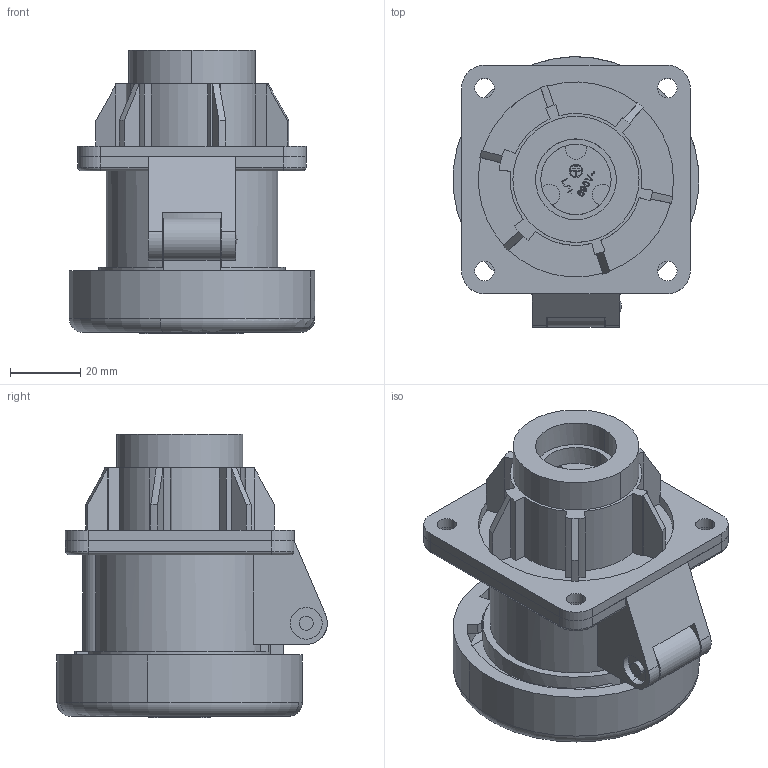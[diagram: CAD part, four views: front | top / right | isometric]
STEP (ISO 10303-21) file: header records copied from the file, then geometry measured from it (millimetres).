
FILE_DESCRIPTION(('Creo Elements/Direct Modeling STEP Export'),'2;1');
FILE_NAME('0lndqdl5928827e5560','2021-02-04T16:32:17',(''),(''),'Creo Elements/Direct Modeling STEP processor for AP214 (Solid Model)','Creo Elements/Direct Modeling 20.1B 02-Apr-2019 (C) Parametric Technology GmbH','');
FILE_SCHEMA(('AUTOMOTIVE_DESIGN { 1 0 10303 214 1 1 1 1 }'));
Length unit declared in the file: millimetre
Products named in the file (2): PEW_1663_PQ
Assembly tree (1 placements, depth 2):
  PEW_1663_PQ
    PEW_1663_PQ
Bounding box: 69.77 x 76.99 x 80.5 mm (x, y, z)
Volume: 167816.3 mm3; surface area: 42586.4 mm2
Topology: 1 solids, 1 shells, 600 faces, 1646 edges, 1088 vertices
Faces by surface type: plane 448, cylinder 138, torus 6, cone 6, sphere 2
Entity records: 23254 total; most frequent: CARTESIAN_POINT 3364, ORIENTED_EDGE 3288, DIRECTION 2897, EDGE_CURVE 1644, VECTOR 1301, LINE 1301, VERTEX_POINT 1088, AXIS2_PLACEMENT_3D 798
